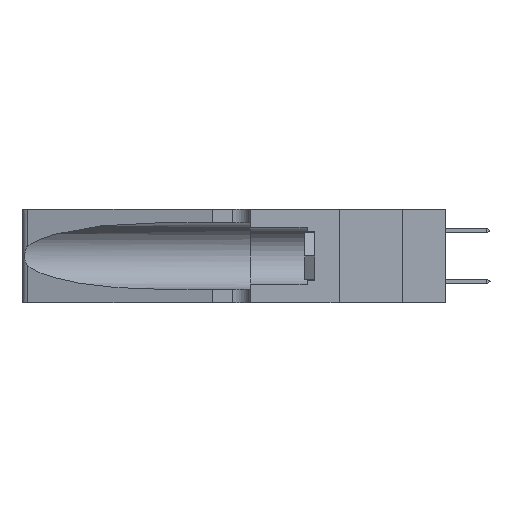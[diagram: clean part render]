
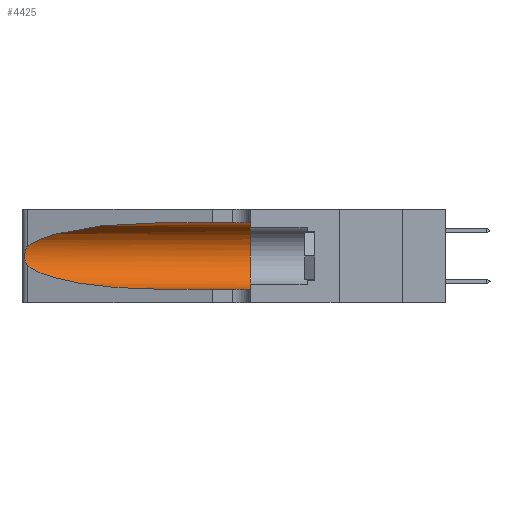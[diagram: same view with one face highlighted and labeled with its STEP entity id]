
A CAD part, left-side view. The second image highlights one B-rep face of the part: STEP entity #4425.
In plain terms, the highlighted cylindrical face has radius 3.308 mm (diameter 6.617 mm), a partial arc.
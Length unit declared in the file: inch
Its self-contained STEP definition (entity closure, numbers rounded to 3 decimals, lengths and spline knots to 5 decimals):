
#26 = CARTESIAN_POINT ( 'NONE',  ( 0.1305, 0.35, 0.31525 ) ) ;
#2559 = CARTESIAN_POINT ( 'NONE',  ( 0.25639, 1.23186, 0.15144 ) ) ;
#2566 = VERTEX_POINT ( 'NONE', #26 ) ;
#3230 = VERTEX_POINT ( 'NONE', #10335 ) ;
#3432 = CARTESIAN_POINT ( 'NONE',  ( 0.1305, 0.72297, 0.31525 ) ) ;
#3578 = VECTOR ( 'NONE', #8593, 39.37008 ) ;
#3784 = AXIS2_PLACEMENT_3D ( 'NONE', #24032, #4059, #27396 ) ;
#4059 = DIRECTION ( 'NONE',  ( 0., 1., 0. ) ) ;
#4425 = ADVANCED_FACE ( 'NONE', ( #41439 ), #40383, .F. ) ;
#5905 = CARTESIAN_POINT ( 'NONE',  ( 0.25487, 1.22718, 0.14631 ) ) ;
#6081 = CARTESIAN_POINT ( 'NONE',  ( 0.1305, 1.61858, 0.05475 ) ) ;
#6206 = EDGE_CURVE ( 'NONE', #3230, #38008, #10108, .T. ) ;
#6457 = CARTESIAN_POINT ( 'NONE',  ( 0.18966, 0.96281, 0.05475 ) ) ;
#6763 = CARTESIAN_POINT ( 'NONE',  ( 0.25487, 1.22718, 0.22369 ) ) ;
#6882 = B_SPLINE_CURVE_WITH_KNOTS ( 'NONE', 3,
 ( #19038, #22393, #9117, #32486, #12493, #35818, #15828, #39186, #19177, #42549, #22550, #2559, #25908, #5905 ),
 .UNSPECIFIED., .F., .F.,
 ( 4, 2, 2, 2, 2, 2, 4 ),
 ( 0., 0.00027, 0.00053, 0.00107, 0.0016, 0.00187, 0.00214 ),
 .UNSPECIFIED. ) ;
#8067 = ORIENTED_EDGE ( 'NONE', *, *, #41886, .T. ) ;
#8593 = DIRECTION ( 'NONE',  ( 0., -1., 0. ) ) ;
#9117 = CARTESIAN_POINT ( 'NONE',  ( 0.25639, 1.23184, 0.21858 ) ) ;
#9784 = CARTESIAN_POINT ( 'NONE',  ( 0.25487, 1.22718, 0.14631 ) ) ;
#10108 =( BOUNDED_CURVE ( )  B_SPLINE_CURVE ( 3, ( #3432, #23408, #26765, #6763 ),
 .UNSPECIFIED., .F., .T. ) 
 B_SPLINE_CURVE_WITH_KNOTS ( ( 4, 4 ),
 ( 1.5708, 2.84003 ),
 .UNSPECIFIED. ) 
 CURVE ( )  GEOMETRIC_REPRESENTATION_ITEM ( )  RATIONAL_B_SPLINE_CURVE ( ( 1., 0.87, 0.87, 1. ) ) 
 REPRESENTATION_ITEM ( '' )  );
#10335 = CARTESIAN_POINT ( 'NONE',  ( 0.1305, 0.72297, 0.31525 ) ) ;
#11047 = ORIENTED_EDGE ( 'NONE', *, *, #20225, .T. ) ;
#12493 = CARTESIAN_POINT ( 'NONE',  ( 0.25854, 1.2359, 0.20912 ) ) ;
#13350 = VECTOR ( 'NONE', #29460, 39.37008 ) ;
#14573 = ORIENTED_EDGE ( 'NONE', *, *, #38118, .F. ) ;
#15199 = VERTEX_POINT ( 'NONE', #41518 ) ;
#15828 = CARTESIAN_POINT ( 'NONE',  ( 0.26075, 1.23896, 0.19203 ) ) ;
#16535 = DIRECTION ( 'NONE',  ( 0., -1., 0. ) ) ;
#19038 = CARTESIAN_POINT ( 'NONE',  ( 0.25487, 1.22718, 0.22369 ) ) ;
#19177 = CARTESIAN_POINT ( 'NONE',  ( 0.26017, 1.23833, 0.17102 ) ) ;
#20225 = EDGE_CURVE ( 'NONE', #15199, #22679, #31137, .T. ) ;
#21338 = LINE ( 'NONE', #31984, #3578 ) ;
#22393 = CARTESIAN_POINT ( 'NONE',  ( 0.25555, 1.22994, 0.2215 ) ) ;
#22550 = CARTESIAN_POINT ( 'NONE',  ( 0.25789, 1.23486, 0.15765 ) ) ;
#22659 = EDGE_CURVE ( 'NONE', #38008, #40526, #6882, .T. ) ;
#22679 = VERTEX_POINT ( 'NONE', #26047 ) ;
#23106 = CARTESIAN_POINT ( 'NONE',  ( 0.25487, 1.22718, 0.14631 ) ) ;
#23408 = CARTESIAN_POINT ( 'NONE',  ( 0.18966, 0.96281, 0.31525 ) ) ;
#24032 = CARTESIAN_POINT ( 'NONE',  ( 0.1305, 0.35, 0.185 ) ) ;
#25908 = CARTESIAN_POINT ( 'NONE',  ( 0.25555, 1.22993, 0.14849 ) ) ;
#26047 = CARTESIAN_POINT ( 'NONE',  ( 0.1305, 0.35, 0.05475 ) ) ;
#26464 = CARTESIAN_POINT ( 'NONE',  ( 0.2373, 1.15595, 0.08982 ) ) ;
#26765 = CARTESIAN_POINT ( 'NONE',  ( 0.2373, 1.15595, 0.28018 ) ) ;
#27396 = DIRECTION ( 'NONE',  ( 0., 0., 1. ) ) ;
#28711 = ORIENTED_EDGE ( 'NONE', *, *, #22659, .T. ) ;
#29460 = DIRECTION ( 'NONE',  ( 0., -1., 0. ) ) ;
#29846 = CARTESIAN_POINT ( 'NONE',  ( 0.1305, 0.72297, 0.05475 ) ) ;
#31133 = ORIENTED_EDGE ( 'NONE', *, *, #6206, .T. ) ;
#31137 = LINE ( 'NONE', #6081, #13350 ) ;
#31578 =( BOUNDED_CURVE ( )  B_SPLINE_CURVE ( 3, ( #23106, #26464, #6457, #29846 ),
 .UNSPECIFIED., .F., .F. ) 
 B_SPLINE_CURVE_WITH_KNOTS ( ( 4, 4 ),
 ( 3.44316, 4.71239 ),
 .UNSPECIFIED. ) 
 CURVE ( )  GEOMETRIC_REPRESENTATION_ITEM ( )  RATIONAL_B_SPLINE_CURVE ( ( 1., 0.87, 0.87, 1. ) ) 
 REPRESENTATION_ITEM ( '' )  );
#31984 = CARTESIAN_POINT ( 'NONE',  ( 0.1305, 1.61858, 0.31525 ) ) ;
#32486 = CARTESIAN_POINT ( 'NONE',  ( 0.25787, 1.23484, 0.2124 ) ) ;
#33224 = EDGE_CURVE ( 'NONE', #3230, #2566, #21338, .T. ) ;
#33958 = ORIENTED_EDGE ( 'NONE', *, *, #33224, .F. ) ;
#34469 = CIRCLE ( 'NONE', #3784, 0.13025 ) ;
#34702 = EDGE_LOOP ( 'NONE', ( #31133, #28711, #8067, #11047, #14573, #33958 ) ) ;
#35774 = AXIS2_PLACEMENT_3D ( 'NONE', #36542, #16535, #39916 ) ;
#35818 = CARTESIAN_POINT ( 'NONE',  ( 0.26018, 1.23835, 0.19895 ) ) ;
#36542 = CARTESIAN_POINT ( 'NONE',  ( 0.1305, 1.61858, 0.185 ) ) ;
#36599 = CARTESIAN_POINT ( 'NONE',  ( 0.25487, 1.22718, 0.22369 ) ) ;
#38008 = VERTEX_POINT ( 'NONE', #36599 ) ;
#38118 = EDGE_CURVE ( 'NONE', #2566, #22679, #34469, .T. ) ;
#39186 = CARTESIAN_POINT ( 'NONE',  ( 0.26075, 1.23896, 0.178 ) ) ;
#39916 = DIRECTION ( 'NONE',  ( 0., 0., -1. ) ) ;
#40383 = CYLINDRICAL_SURFACE ( 'NONE', #35774, 0.13025 ) ;
#40526 = VERTEX_POINT ( 'NONE', #9784 ) ;
#41439 = FACE_OUTER_BOUND ( 'NONE', #34702, .T. ) ;
#41518 = CARTESIAN_POINT ( 'NONE',  ( 0.1305, 0.72297, 0.05475 ) ) ;
#41886 = EDGE_CURVE ( 'NONE', #40526, #15199, #31578, .T. ) ;
#42549 = CARTESIAN_POINT ( 'NONE',  ( 0.25856, 1.23593, 0.16098 ) ) ;
